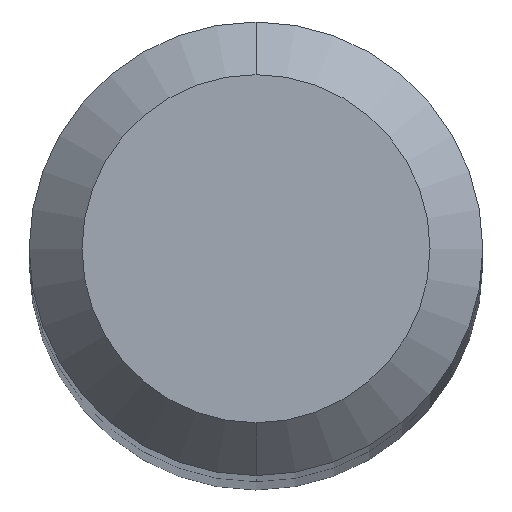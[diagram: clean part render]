
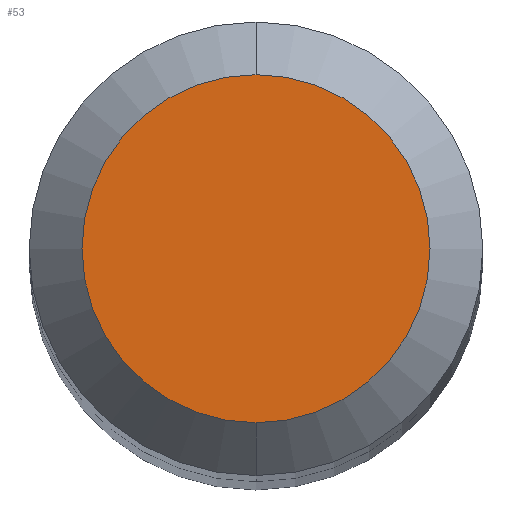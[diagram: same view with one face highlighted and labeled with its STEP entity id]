
A CAD part, top view. The second image highlights one B-rep face of the part: STEP entity #53.
In plain terms, the highlighted planar face has unit normal (0, 0, 1).
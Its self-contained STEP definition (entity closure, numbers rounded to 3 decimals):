
#3 = DIRECTION ( 'NONE',  ( 0., 1., 0. ) ) ;
#23 = DIRECTION ( 'NONE',  ( 0., 0., -1. ) ) ;
#37 = CARTESIAN_POINT ( 'NONE',  ( 0., 1.65, 80. ) ) ;
#38 = VERTEX_POINT ( 'NONE', #37 ) ;
#52 = CARTESIAN_POINT ( 'NONE',  ( 0., 0., 80. ) ) ;
#53 = ADVANCED_FACE ( 'NONE', ( #316 ), #290, .F. ) ;
#73 = ORIENTED_EDGE ( 'NONE', *, *, #275, .F. ) ;
#76 = AXIS2_PLACEMENT_3D ( 'NONE', #52, #87, #209 ) ;
#86 = CIRCLE ( 'NONE', #76, 1.65 ) ;
#87 = DIRECTION ( 'NONE',  ( 0., 0., -1. ) ) ;
#143 = CIRCLE ( 'NONE', #311, 1.65 ) ;
#148 = DIRECTION ( 'NONE',  ( 0., 1., 0. ) ) ;
#158 = EDGE_LOOP ( 'NONE', ( #73, #216 ) ) ;
#172 = CARTESIAN_POINT ( 'NONE',  ( 0., -1.65, 80. ) ) ;
#181 = EDGE_CURVE ( 'NONE', #214, #38, #143, .T. ) ;
#209 = DIRECTION ( 'NONE',  ( 0., 1., 0. ) ) ;
#214 = VERTEX_POINT ( 'NONE', #172 ) ;
#216 = ORIENTED_EDGE ( 'NONE', *, *, #181, .F. ) ;
#233 = AXIS2_PLACEMENT_3D ( 'NONE', #282, #253, #3 ) ;
#253 = DIRECTION ( 'NONE',  ( 0., 0., -1. ) ) ;
#275 = EDGE_CURVE ( 'NONE', #38, #214, #86, .T. ) ;
#282 = CARTESIAN_POINT ( 'NONE',  ( 0., 0., 80. ) ) ;
#290 = PLANE ( 'NONE',  #233 ) ;
#302 = CARTESIAN_POINT ( 'NONE',  ( 0., 0., 80. ) ) ;
#311 = AXIS2_PLACEMENT_3D ( 'NONE', #302, #23, #148 ) ;
#316 = FACE_OUTER_BOUND ( 'NONE', #158, .T. ) ;
